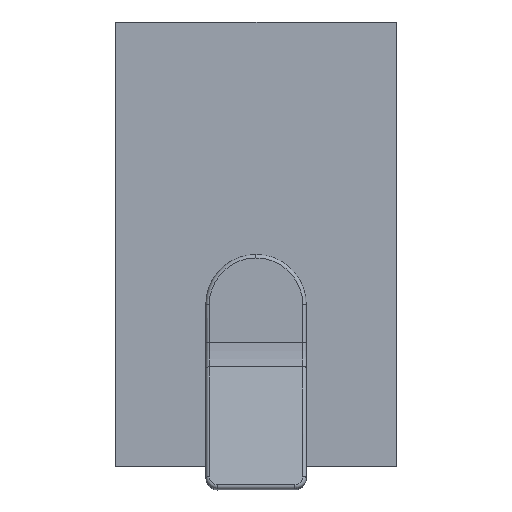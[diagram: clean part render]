
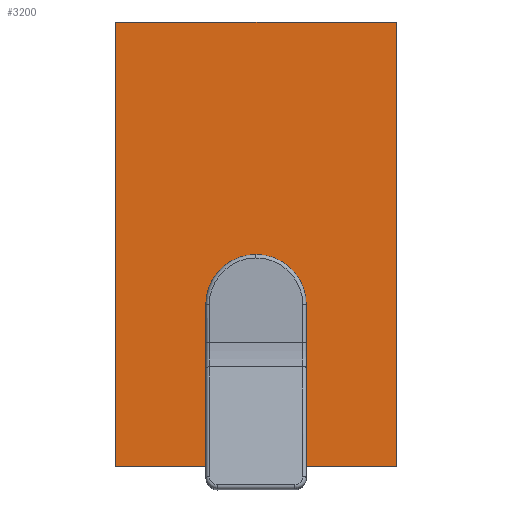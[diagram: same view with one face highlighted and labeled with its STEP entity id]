
A CAD part, top view. The second image highlights one B-rep face of the part: STEP entity #3200.
In plain terms, the highlighted planar face has unit normal (0, 0, 1).
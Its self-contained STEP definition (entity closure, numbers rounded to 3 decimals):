
#14 = LINE ( 'NONE', #1850, #1807 ) ;
#115 = VERTEX_POINT ( 'NONE', #1309 ) ;
#160 = CARTESIAN_POINT ( 'NONE',  ( 60., 95., 9. ) ) ;
#186 = CARTESIAN_POINT ( 'NONE',  ( 0., -26., 9. ) ) ;
#210 = DIRECTION ( 'NONE',  ( -1., 0., 0. ) ) ;
#261 = CARTESIAN_POINT ( 'NONE',  ( -21., -26., 9. ) ) ;
#514 = DIRECTION ( 'NONE',  ( 0., 0., 1. ) ) ;
#567 = ORIENTED_EDGE ( 'NONE', *, *, #1894, .T. ) ;
#577 = EDGE_CURVE ( 'NONE', #1017, #115, #1066, .T. ) ;
#601 = EDGE_LOOP ( 'NONE', ( #567, #2618, #1101, #1995 ) ) ;
#716 = AXIS2_PLACEMENT_3D ( 'NONE', #186, #514, #865 ) ;
#865 = DIRECTION ( 'NONE',  ( 1., 0., 0. ) ) ;
#1017 = VERTEX_POINT ( 'NONE', #261 ) ;
#1066 = CIRCLE ( 'NONE', #3064, 21. ) ;
#1097 = VERTEX_POINT ( 'NONE', #3939 ) ;
#1101 = ORIENTED_EDGE ( 'NONE', *, *, #2149, .T. ) ;
#1309 = CARTESIAN_POINT ( 'NONE',  ( 21., -26., 9. ) ) ;
#1509 = DIRECTION ( 'NONE',  ( 0., -1., 0. ) ) ;
#1543 = ORIENTED_EDGE ( 'NONE', *, *, #3207, .F. ) ;
#1611 = EDGE_LOOP ( 'NONE', ( #2568, #1543 ) ) ;
#1699 = DIRECTION ( 'NONE',  ( 1., 0., 0. ) ) ;
#1807 = VECTOR ( 'NONE', #1509, 1000. ) ;
#1814 = CIRCLE ( 'NONE', #716, 21. ) ;
#1850 = CARTESIAN_POINT ( 'NONE',  ( -60., 95., 9. ) ) ;
#1852 = LINE ( 'NONE', #2732, #2474 ) ;
#1881 = CARTESIAN_POINT ( 'NONE',  ( 60., -95., 9. ) ) ;
#1894 = EDGE_CURVE ( 'NONE', #1097, #3199, #14, .T. ) ;
#1980 = VECTOR ( 'NONE', #1699, 1000. ) ;
#1995 = ORIENTED_EDGE ( 'NONE', *, *, #4404, .T. ) ;
#2149 = EDGE_CURVE ( 'NONE', #3129, #3579, #4399, .T. ) ;
#2196 = DIRECTION ( 'NONE',  ( 0., 0., 1. ) ) ;
#2310 = DIRECTION ( 'NONE',  ( -1., 0., 0. ) ) ;
#2474 = VECTOR ( 'NONE', #210, 1000. ) ;
#2530 = CARTESIAN_POINT ( 'NONE',  ( 60., 95., 9. ) ) ;
#2568 = ORIENTED_EDGE ( 'NONE', *, *, #577, .F. ) ;
#2618 = ORIENTED_EDGE ( 'NONE', *, *, #3322, .T. ) ;
#2649 = CARTESIAN_POINT ( 'NONE',  ( 0., 0., 9. ) ) ;
#2727 = CARTESIAN_POINT ( 'NONE',  ( 60., -95., 9. ) ) ;
#2732 = CARTESIAN_POINT ( 'NONE',  ( 60., 95., 9. ) ) ;
#2779 = FACE_BOUND ( 'NONE', #1611, .T. ) ;
#2937 = LINE ( 'NONE', #2727, #1980 ) ;
#2960 = DIRECTION ( 'NONE',  ( 1., 0., 0. ) ) ;
#3057 = CARTESIAN_POINT ( 'NONE',  ( -60., -95., 9. ) ) ;
#3064 = AXIS2_PLACEMENT_3D ( 'NONE', #4341, #2196, #2960 ) ;
#3129 = VERTEX_POINT ( 'NONE', #1881 ) ;
#3199 = VERTEX_POINT ( 'NONE', #3057 ) ;
#3200 = ADVANCED_FACE ( 'NONE', ( #2779, #4617 ), #3392, .F. ) ;
#3207 = EDGE_CURVE ( 'NONE', #115, #1017, #1814, .T. ) ;
#3322 = EDGE_CURVE ( 'NONE', #3199, #3129, #2937, .T. ) ;
#3392 = PLANE ( 'NONE',  #4613 ) ;
#3579 = VERTEX_POINT ( 'NONE', #2530 ) ;
#3688 = DIRECTION ( 'NONE',  ( 0., 1., 0. ) ) ;
#3939 = CARTESIAN_POINT ( 'NONE',  ( -60., 95., 9. ) ) ;
#4111 = DIRECTION ( 'NONE',  ( 0., 0., -1. ) ) ;
#4341 = CARTESIAN_POINT ( 'NONE',  ( 0., -26., 9. ) ) ;
#4399 = LINE ( 'NONE', #160, #4449 ) ;
#4404 = EDGE_CURVE ( 'NONE', #3579, #1097, #1852, .T. ) ;
#4449 = VECTOR ( 'NONE', #3688, 1000. ) ;
#4613 = AXIS2_PLACEMENT_3D ( 'NONE', #2649, #4111, #2310 ) ;
#4617 = FACE_OUTER_BOUND ( 'NONE', #601, .T. ) ;
